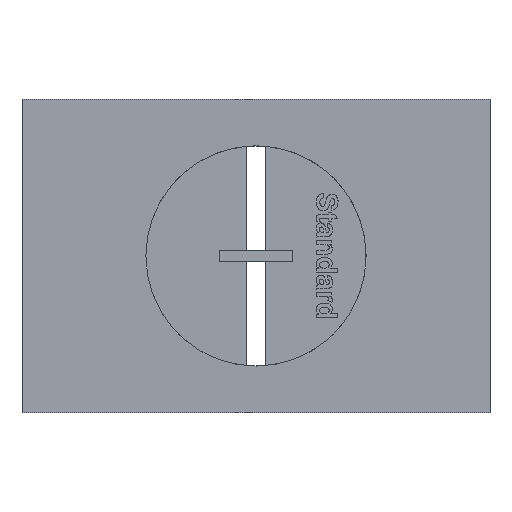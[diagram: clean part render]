
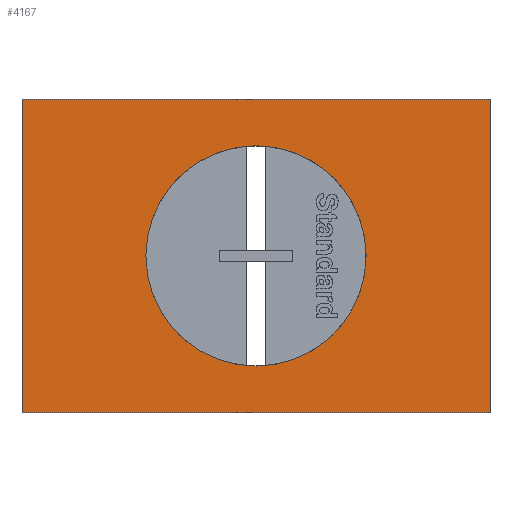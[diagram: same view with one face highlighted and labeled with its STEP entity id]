
A CAD part, top view. The second image highlights one B-rep face of the part: STEP entity #4167.
In plain terms, the highlighted planar face has unit normal (0, 0, 1).
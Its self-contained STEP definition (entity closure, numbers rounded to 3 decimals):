
#23=CIRCLE('',#4263,30.);
#38=FACE_BOUND('',#926,.T.);
#689=FACE_OUTER_BOUND('',#925,.T.);
#925=EDGE_LOOP('',(#3863,#3864,#3865,#3866));
#926=EDGE_LOOP('',(#3867));
#1248=LINE('',#8451,#1577);
#1251=LINE('',#8456,#1580);
#1253=LINE('',#8460,#1582);
#1255=LINE('',#8463,#1584);
#1577=VECTOR('',#4758,10.);
#1580=VECTOR('',#4763,10.);
#1582=VECTOR('',#4767,10.);
#1584=VECTOR('',#4771,10.);
#1994=VERTEX_POINT('',#8444);
#1995=VERTEX_POINT('',#8449);
#1996=VERTEX_POINT('',#8450);
#1997=VERTEX_POINT('',#8455);
#1998=VERTEX_POINT('',#8459);
#2611=EDGE_CURVE('',#1994,#1994,#23,.T.);
#2614=EDGE_CURVE('',#1995,#1996,#1248,.T.);
#2617=EDGE_CURVE('',#1997,#1995,#1251,.T.);
#2619=EDGE_CURVE('',#1998,#1997,#1253,.T.);
#2621=EDGE_CURVE('',#1996,#1998,#1255,.T.);
#3863=ORIENTED_EDGE('',*,*,#2621,.F.);
#3864=ORIENTED_EDGE('',*,*,#2614,.F.);
#3865=ORIENTED_EDGE('',*,*,#2617,.F.);
#3866=ORIENTED_EDGE('',*,*,#2619,.F.);
#3867=ORIENTED_EDGE('',*,*,#2611,.T.);
#3945=PLANE('',#4268);
#4167=ADVANCED_FACE('',(#689,#38),#3945,.T.);
#4263=AXIS2_PLACEMENT_3D('',#8445,#4752,#4753);
#4268=AXIS2_PLACEMENT_3D('',#8464,#4772,#4773);
#4752=DIRECTION('center_axis',(0.,0.,-1.));
#4753=DIRECTION('ref_axis',(1.,0.,0.));
#4758=DIRECTION('',(0.,-1.,0.));
#4763=DIRECTION('',(1.,0.,0.));
#4767=DIRECTION('',(0.,1.,0.));
#4771=DIRECTION('',(-1.,0.,0.));
#4772=DIRECTION('center_axis',(0.,0.,1.));
#4773=DIRECTION('ref_axis',(1.,0.,0.));
#8444=CARTESIAN_POINT('',(-30.,0.,0.));
#8445=CARTESIAN_POINT('Origin',(0.,0.,0.));
#8449=CARTESIAN_POINT('',(63.75,42.75,0.));
#8450=CARTESIAN_POINT('',(63.75,-42.75,0.));
#8451=CARTESIAN_POINT('',(63.75,42.75,0.));
#8455=CARTESIAN_POINT('',(-63.75,42.75,0.));
#8456=CARTESIAN_POINT('',(-63.75,42.75,0.));
#8459=CARTESIAN_POINT('',(-63.75,-42.75,0.));
#8460=CARTESIAN_POINT('',(-63.75,-42.75,0.));
#8463=CARTESIAN_POINT('',(63.75,-42.75,0.));
#8464=CARTESIAN_POINT('Origin',(0.,0.,0.));
